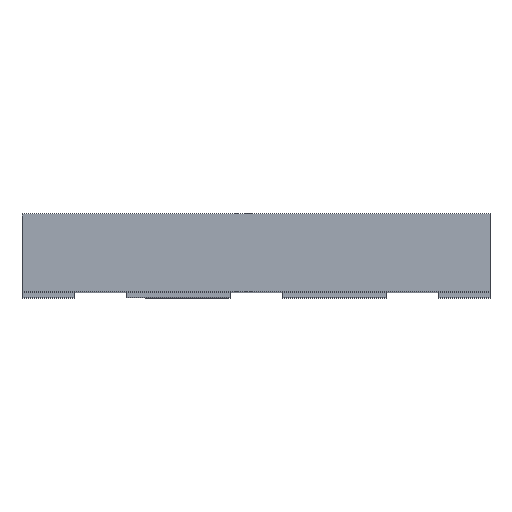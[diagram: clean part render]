
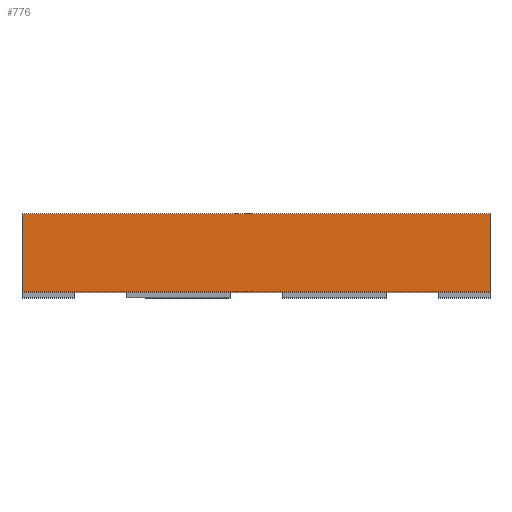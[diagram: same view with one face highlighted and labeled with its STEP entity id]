
A CAD part, top view. The second image highlights one B-rep face of the part: STEP entity #776.
In plain terms, the highlighted face is planar.
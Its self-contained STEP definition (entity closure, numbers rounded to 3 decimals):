
#80 = VECTOR ( 'NONE', #5237, 1000. ) ;
#335 = AXIS2_PLACEMENT_3D ( 'NONE', #3100, #4288, #2691 ) ;
#355 = CARTESIAN_POINT ( 'NONE',  ( 2.5, 0.05, -2.25 ) ) ;
#461 = VECTOR ( 'NONE', #3010, 1000. ) ;
#664 = VERTEX_POINT ( 'NONE', #355 ) ;
#776 = ADVANCED_FACE ( 'NONE', ( #4830 ), #4667, .F. ) ;
#899 = LINE ( 'NONE', #4926, #1001 ) ;
#943 = CARTESIAN_POINT ( 'NONE',  ( 2.5, 0.8, -2.25 ) ) ;
#1001 = VECTOR ( 'NONE', #1645, 1000. ) ;
#1505 = EDGE_CURVE ( 'NONE', #2497, #3770, #899, .T. ) ;
#1516 = CARTESIAN_POINT ( 'NONE',  ( 2.5, 0.8, -2.25 ) ) ;
#1612 = CARTESIAN_POINT ( 'NONE',  ( 2.5, 0.05, 2.25 ) ) ;
#1645 = DIRECTION ( 'NONE',  ( 0., 0., -1. ) ) ;
#1678 = ORIENTED_EDGE ( 'NONE', *, *, #5155, .F. ) ;
#1799 = ORIENTED_EDGE ( 'NONE', *, *, #1505, .F. ) ;
#1830 = LINE ( 'NONE', #2378, #80 ) ;
#2226 = EDGE_LOOP ( 'NONE', ( #4211, #1678, #1799, #3473 ) ) ;
#2311 = LINE ( 'NONE', #2634, #461 ) ;
#2378 = CARTESIAN_POINT ( 'NONE',  ( 2.5, 0.05, 2.25 ) ) ;
#2497 = VERTEX_POINT ( 'NONE', #2889 ) ;
#2634 = CARTESIAN_POINT ( 'NONE',  ( 2.5, 0.8, 2.25 ) ) ;
#2691 = DIRECTION ( 'NONE',  ( 0., 0., 1. ) ) ;
#2889 = CARTESIAN_POINT ( 'NONE',  ( 2.5, 0.8, 2.25 ) ) ;
#3010 = DIRECTION ( 'NONE',  ( 0., -1., 0. ) ) ;
#3100 = CARTESIAN_POINT ( 'NONE',  ( 2.5, 0.8, 2.25 ) ) ;
#3316 = EDGE_CURVE ( 'NONE', #2497, #4858, #2311, .T. ) ;
#3473 = ORIENTED_EDGE ( 'NONE', *, *, #3316, .T. ) ;
#3634 = VECTOR ( 'NONE', #4990, 1000. ) ;
#3654 = LINE ( 'NONE', #943, #3634 ) ;
#3770 = VERTEX_POINT ( 'NONE', #1516 ) ;
#4211 = ORIENTED_EDGE ( 'NONE', *, *, #5041, .T. ) ;
#4288 = DIRECTION ( 'NONE',  ( -1., 0., 0. ) ) ;
#4667 = PLANE ( 'NONE',  #335 ) ;
#4830 = FACE_OUTER_BOUND ( 'NONE', #2226, .T. ) ;
#4858 = VERTEX_POINT ( 'NONE', #1612 ) ;
#4926 = CARTESIAN_POINT ( 'NONE',  ( 2.5, 0.8, 2.25 ) ) ;
#4990 = DIRECTION ( 'NONE',  ( 0., -1., 0. ) ) ;
#5041 = EDGE_CURVE ( 'NONE', #4858, #664, #1830, .T. ) ;
#5155 = EDGE_CURVE ( 'NONE', #3770, #664, #3654, .T. ) ;
#5237 = DIRECTION ( 'NONE',  ( 0., 0., -1. ) ) ;
